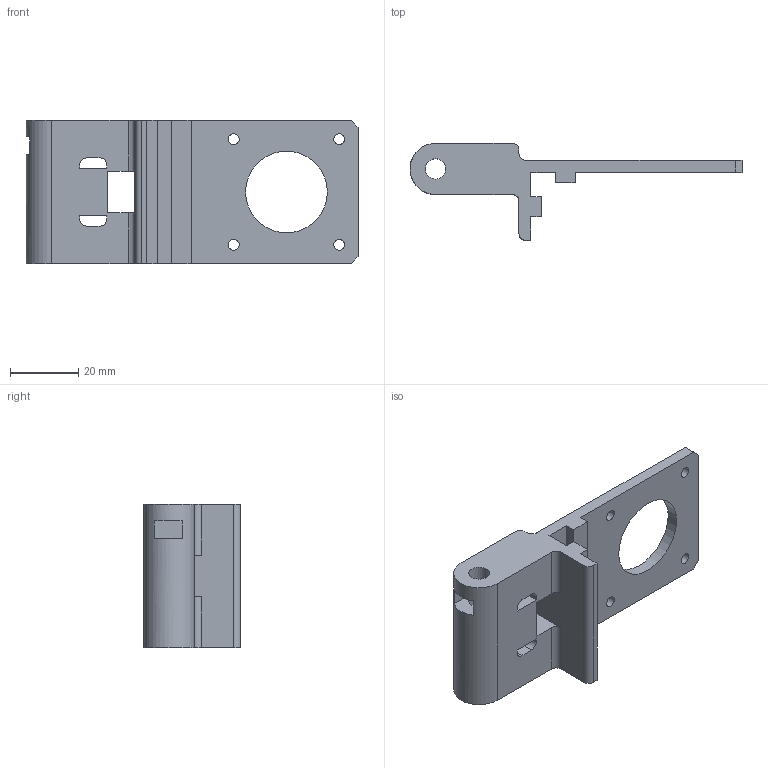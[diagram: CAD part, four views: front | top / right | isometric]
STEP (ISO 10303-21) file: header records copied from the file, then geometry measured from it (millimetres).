
FILE_DESCRIPTION(('FreeCAD Model'),'2;1');
FILE_NAME('NEW-x-motor-idler-20x20-M5-x1.step', '2021-04-26T20:25:33',('Author'),(''), 'Open CASCADE STEP processor 7.3','FreeCAD','Unknown');
FILE_SCHEMA(('AUTOMOTIVE_DESIGN { 1 0 10303 214 1 1 1 1 }'));
Length unit declared in the file: millimetre
Products named in the file (1): Fusion182_(Mirror_#3)
Bounding box: 97.5 x 28.5 x 42 mm (x, y, z)
Volume: 27610.2 mm3; surface area: 13579.8 mm2
Topology: 1 solids, 1 shells, 61 faces, 176 edges, 118 vertices
Faces by surface type: plane 40, cylinder 21
Full cylindrical faces by diameter (mm): 2.8 x2, 3.2 x4, 6 x2, 24 x1
Entity records: 4439 total; most frequent: CARTESIAN_POINT 864, DIRECTION 672, LINE 436, VECTOR 436, ORIENTED_EDGE 352, PCURVE 352, DEFINITIONAL_REPRESENTATION 352, EDGE_CURVE 176
